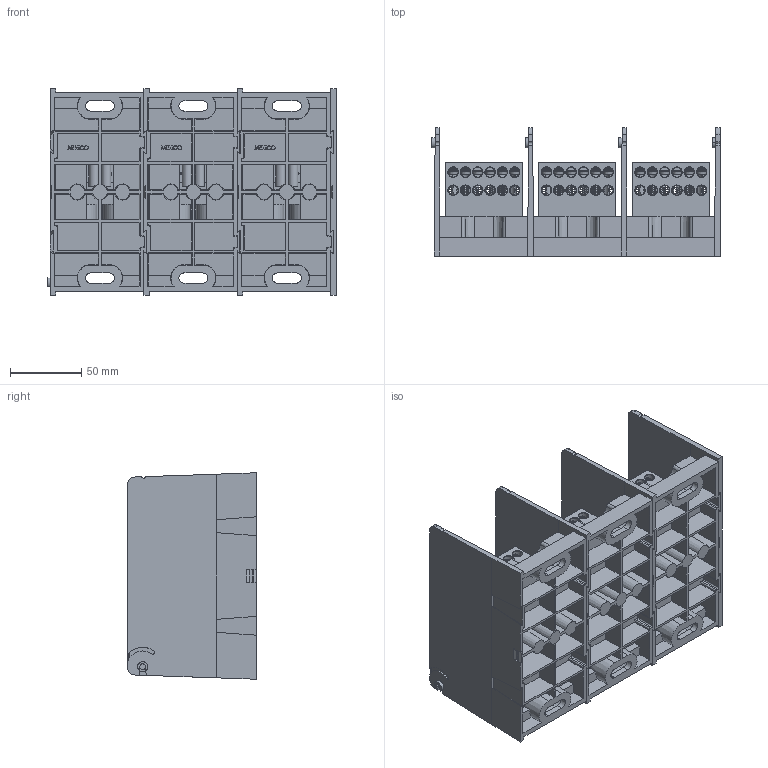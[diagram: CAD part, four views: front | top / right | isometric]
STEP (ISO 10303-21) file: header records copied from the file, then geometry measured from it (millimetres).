
FILE_DESCRIPTION (( 'STEP AP214' ), '1' );
FILE_NAME ('701919revA3P.STEP', '2014-06-20T13:30:30', ( '' ), ( '' ), 'SwSTEP 2.0', 'SolidWorks 2013', '' );
FILE_SCHEMA (( 'AUTOMOTIVE_DESIGN' ));
Length unit declared in the file: inch
Products named in the file (1): 701919revA3P
Bounding box: 202.31 x 90.17 x 144.78 mm (x, y, z)
Surface area: 295841.8 mm2 (no closed solid volume)
Topology: 0 solids, 121 shells, 1621 faces, 5877 edges, 4142 vertices
Faces by surface type: cone 631, plane 617, cylinder 373
Entity records: 92467 total; most frequent: CARTESIAN_POINT 25009, ORIENTED_EDGE 9324, DIRECTION 8736, EDGE_CURVE 5877, VERTEX_POINT 4142, VECTOR 3040, LINE 3040, AXIS2_PLACEMENT_3D 2848
